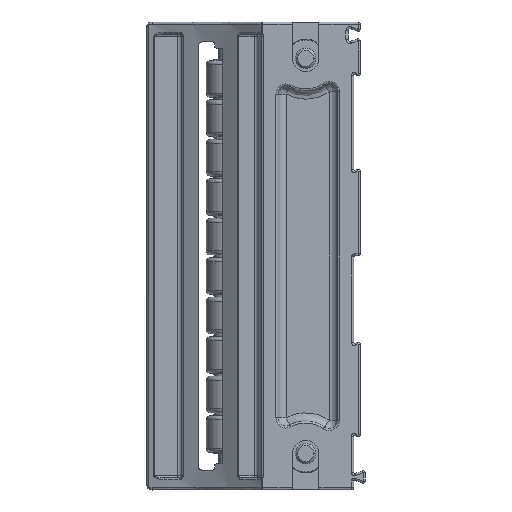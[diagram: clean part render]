
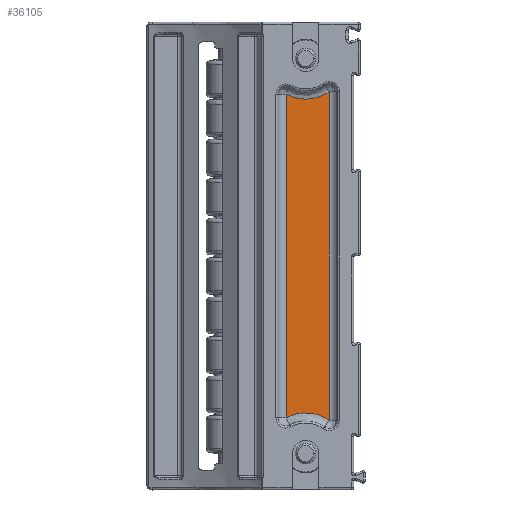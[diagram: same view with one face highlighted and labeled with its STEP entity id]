
A CAD part, front view. The second image highlights one B-rep face of the part: STEP entity #36105.
In plain terms, the highlighted planar face has unit normal (0, -1, 0).
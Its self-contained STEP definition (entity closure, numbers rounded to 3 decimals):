
#198 = VERTEX_POINT ( 'NONE', #687 ) ;
#541 = CARTESIAN_POINT ( 'NONE',  ( 37.25, 5.5, 39.793 ) ) ;
#687 = CARTESIAN_POINT ( 'NONE',  ( 47.88, 5.5, 40.403 ) ) ;
#1764 = EDGE_LOOP ( 'NONE', ( #17474, #38621, #11179, #32796 ) ) ;
#2761 = EDGE_CURVE ( 'NONE', #35526, #20718, #28229, .T. ) ;
#4057 = CARTESIAN_POINT ( 'NONE',  ( 47.88, 5.5, 0. ) ) ;
#5139 = EDGE_CURVE ( 'NONE', #25123, #198, #43836, .T. ) ;
#5467 = CARTESIAN_POINT ( 'NONE',  ( 37.25, 5.5, -39.794 ) ) ;
#5601 = PLANE ( 'NONE',  #41951 ) ;
#6732 = CARTESIAN_POINT ( 'NONE',  ( 47.88, 5.5, 40.403 ) ) ;
#8572 = EDGE_CURVE ( 'NONE', #198, #35526, #24347, .T. ) ;
#9400 = VECTOR ( 'NONE', #33602, 1000. ) ;
#9430 = CARTESIAN_POINT ( 'NONE',  ( 44.659, 5.5, -38.111 ) ) ;
#10564 = EDGE_CURVE ( 'NONE', #20718, #25123, #36278, .T. ) ;
#11179 = ORIENTED_EDGE ( 'NONE', *, *, #10564, .F. ) ;
#12143 = CARTESIAN_POINT ( 'NONE',  ( 47.88, 5.5, -40.404 ) ) ;
#14743 = CARTESIAN_POINT ( 'NONE',  ( 48.093, 5.5, -42.02 ) ) ;
#15479 = CARTESIAN_POINT ( 'NONE',  ( 37.25, 5.5, -39.794 ) ) ;
#16779 = CARTESIAN_POINT ( 'NONE',  ( 44.659, 5.5, 38.111 ) ) ;
#17474 = ORIENTED_EDGE ( 'NONE', *, *, #8572, .F. ) ;
#17629 = DIRECTION ( 'NONE',  ( 0., 0., -1. ) ) ;
#18519 = FACE_OUTER_BOUND ( 'NONE', #1764, .T. ) ;
#20718 = VERTEX_POINT ( 'NONE', #5467 ) ;
#24347 = LINE ( 'NONE', #4057, #39684 ) ;
#24974 = DIRECTION ( 'NONE',  ( 0., -1., 0. ) ) ;
#25123 = VERTEX_POINT ( 'NONE', #541 ) ;
#28229 =( BOUNDED_CURVE ( )  B_SPLINE_CURVE ( 3, ( #12143, #9430, #32395, #15479 ),
 .UNSPECIFIED., .F., .T. ) 
 B_SPLINE_CURVE_WITH_KNOTS ( ( 4, 4 ),
 ( 0., 1. ),
 .UNSPECIFIED. ) 
 CURVE ( )  GEOMETRIC_REPRESENTATION_ITEM ( )  RATIONAL_B_SPLINE_CURVE ( ( 1., 0.898, 0.898, 1. ) ) 
 REPRESENTATION_ITEM ( '' )  );
#28777 = DIRECTION ( 'NONE',  ( 0., 0., 1. ) ) ;
#30364 = CARTESIAN_POINT ( 'NONE',  ( 40.712, 5.5, 37.884 ) ) ;
#32395 = CARTESIAN_POINT ( 'NONE',  ( 40.712, 5.5, -37.884 ) ) ;
#32796 = ORIENTED_EDGE ( 'NONE', *, *, #2761, .F. ) ;
#33602 = DIRECTION ( 'NONE',  ( 0., 0., 1. ) ) ;
#35526 = VERTEX_POINT ( 'NONE', #37721 ) ;
#36105 = ADVANCED_FACE ( 'NONE', ( #18519 ), #5601, .T. ) ;
#36278 = LINE ( 'NONE', #40227, #9400 ) ;
#37028 = CARTESIAN_POINT ( 'NONE',  ( 37.25, 5.5, 39.793 ) ) ;
#37721 = CARTESIAN_POINT ( 'NONE',  ( 47.88, 5.5, -40.404 ) ) ;
#38621 = ORIENTED_EDGE ( 'NONE', *, *, #5139, .F. ) ;
#39684 = VECTOR ( 'NONE', #17629, 1000. ) ;
#40227 = CARTESIAN_POINT ( 'NONE',  ( 37.25, 5.5, 0. ) ) ;
#41951 = AXIS2_PLACEMENT_3D ( 'NONE', #14743, #24974, #28777 ) ;
#43836 =( BOUNDED_CURVE ( )  B_SPLINE_CURVE ( 3, ( #37028, #30364, #16779, #6732 ),
 .UNSPECIFIED., .F., .T. ) 
 B_SPLINE_CURVE_WITH_KNOTS ( ( 4, 4 ),
 ( 0., 1. ),
 .UNSPECIFIED. ) 
 CURVE ( )  GEOMETRIC_REPRESENTATION_ITEM ( )  RATIONAL_B_SPLINE_CURVE ( ( 1., 0.898, 0.898, 1. ) ) 
 REPRESENTATION_ITEM ( '' )  );
